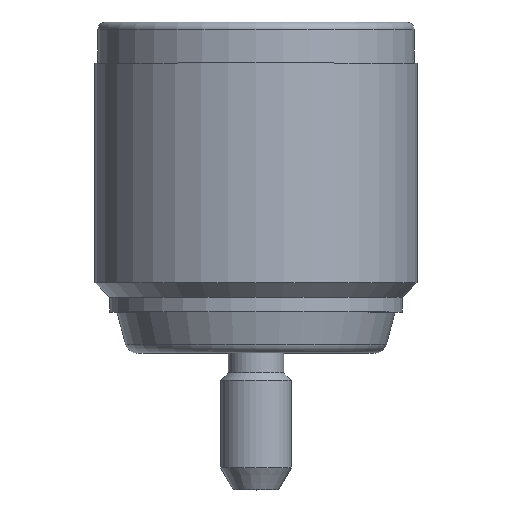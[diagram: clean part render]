
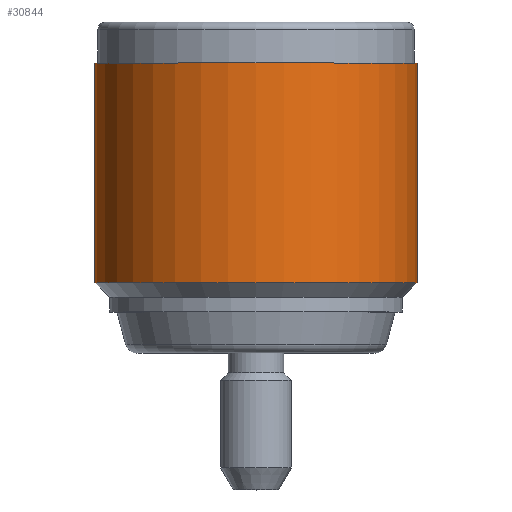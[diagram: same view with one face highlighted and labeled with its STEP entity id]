
A CAD part, top view. The second image highlights one B-rep face of the part: STEP entity #30844.
In plain terms, the highlighted cylindrical face has radius 11 mm (diameter 22 mm), a partial arc.
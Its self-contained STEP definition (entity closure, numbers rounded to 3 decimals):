
#4659=CARTESIAN_POINT('',(0.,1.,0.));
#4660=DIRECTION('',(0.,1.,0.));
#4661=DIRECTION('',(-1.,0.,0.));
#4662=AXIS2_PLACEMENT_3D('',#4659,#4660,#4661);
#4664=CARTESIAN_POINT('',(0.,16.,0.));
#4665=DIRECTION('',(0.,1.,0.));
#4666=DIRECTION('',(-1.,0.,0.));
#4667=AXIS2_PLACEMENT_3D('',#4664,#4665,#4666);
#4669=DIRECTION('',(0.,-1.,0.));
#4670=VECTOR('',#4669,15.);
#4671=CARTESIAN_POINT('',(-11.,16.,0.));
#4672=LINE('',#4671,#4670);
#4673=DIRECTION('',(0.,-1.,0.));
#4674=VECTOR('',#4673,15.);
#4675=CARTESIAN_POINT('',(11.,16.,0.));
#4676=LINE('',#4675,#4674);
#22797=CARTESIAN_POINT('',(-11.,16.,0.));
#22798=CARTESIAN_POINT('',(-11.,1.,0.));
#22799=VERTEX_POINT('',#22797);
#22800=VERTEX_POINT('',#22798);
#22809=CARTESIAN_POINT('',(11.,16.,0.));
#22810=CARTESIAN_POINT('',(11.,1.,0.));
#22811=VERTEX_POINT('',#22809);
#22812=VERTEX_POINT('',#22810);
#30830=CARTESIAN_POINT('',(0.,-0.94,0.));
#30831=DIRECTION('',(0.,1.,0.));
#30832=DIRECTION('',(1.,0.,0.));
#30833=AXIS2_PLACEMENT_3D('',#30830,#30831,#30832);
#30834=CYLINDRICAL_SURFACE('',#30833,11.);
#30836=ORIENTED_EDGE('',*,*,#30835,.F.);
#30838=ORIENTED_EDGE('',*,*,#30837,.T.);
#30840=ORIENTED_EDGE('',*,*,#30839,.T.);
#30841=ORIENTED_EDGE('',*,*,#30823,.F.);
#30842=EDGE_LOOP('',(#30836,#30838,#30840,#30841));
#30843=FACE_OUTER_BOUND('',#30842,.F.);
#30844=ADVANCED_FACE('',(#30843),#30834,.T.);
#4663=CIRCLE('',#4662,11.);
#4668=CIRCLE('',#4667,11.);
#30823=EDGE_CURVE('',#22800,#22812,#4663,.T.);
#30835=EDGE_CURVE('',#22799,#22800,#4672,.T.);
#30837=EDGE_CURVE('',#22799,#22811,#4668,.T.);
#30839=EDGE_CURVE('',#22811,#22812,#4676,.T.);
